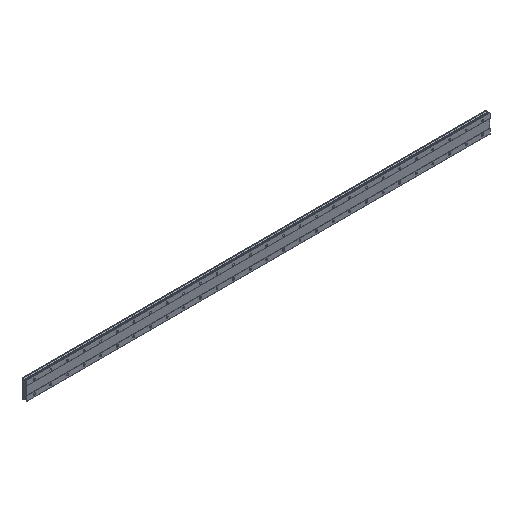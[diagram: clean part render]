
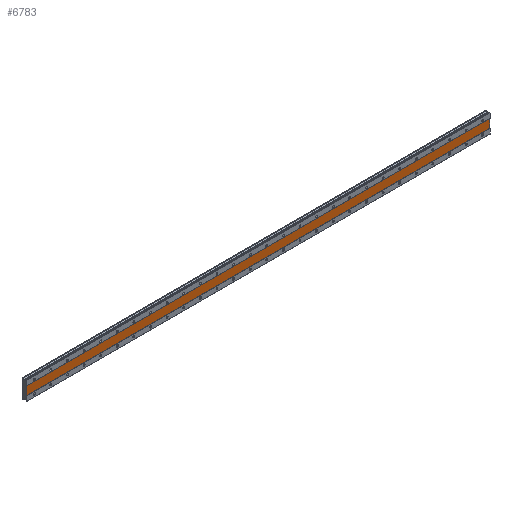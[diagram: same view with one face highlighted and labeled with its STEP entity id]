
A CAD part, isometric view. The second image highlights one B-rep face of the part: STEP entity #6783.
In plain terms, the highlighted planar face has unit normal (0, -1, 0).
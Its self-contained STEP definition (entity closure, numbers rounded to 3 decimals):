
#317 = DIRECTION ( 'NONE',  ( 0., 1., 0. ) ) ;
#916 = VECTOR ( 'NONE', #9311, 1000. ) ;
#1193 = FACE_OUTER_BOUND ( 'NONE', #8843, .T. ) ;
#1241 = CARTESIAN_POINT ( 'NONE',  ( 2195., 1., 20. ) ) ;
#1776 = ORIENTED_EDGE ( 'NONE', *, *, #5706, .F. ) ;
#1812 = LINE ( 'NONE', #6156, #916 ) ;
#2189 = CARTESIAN_POINT ( 'NONE',  ( -35., 1., 20. ) ) ;
#2383 = VECTOR ( 'NONE', #5627, 1000. ) ;
#2392 = ORIENTED_EDGE ( 'NONE', *, *, #2989, .F. ) ;
#2611 = CARTESIAN_POINT ( 'NONE',  ( 2195., 1., 20. ) ) ;
#2976 = EDGE_CURVE ( 'NONE', #7332, #4801, #5682, .T. ) ;
#2989 = EDGE_CURVE ( 'NONE', #6606, #7332, #9472, .T. ) ;
#3353 = CARTESIAN_POINT ( 'NONE',  ( 2195., 1., 44.91 ) ) ;
#3368 = VECTOR ( 'NONE', #9385, 1000. ) ;
#4051 = DIRECTION ( 'NONE',  ( 0., 0., 1. ) ) ;
#4186 = AXIS2_PLACEMENT_3D ( 'NONE', #1241, #317, #4051 ) ;
#4190 = VERTEX_POINT ( 'NONE', #6560 ) ;
#4656 = ORIENTED_EDGE ( 'NONE', *, *, #7824, .T. ) ;
#4801 = VERTEX_POINT ( 'NONE', #7280 ) ;
#4925 = PLANE ( 'NONE',  #4186 ) ;
#5581 = CARTESIAN_POINT ( 'NONE',  ( 2195., 1., -20. ) ) ;
#5627 = DIRECTION ( 'NONE',  ( 1., 0., 0. ) ) ;
#5682 = LINE ( 'NONE', #3353, #6329 ) ;
#5706 = EDGE_CURVE ( 'NONE', #4801, #4190, #8535, .T. ) ;
#6156 = CARTESIAN_POINT ( 'NONE',  ( -35., 1., 44.91 ) ) ;
#6329 = VECTOR ( 'NONE', #8733, 1000. ) ;
#6560 = CARTESIAN_POINT ( 'NONE',  ( -35., 1., -20. ) ) ;
#6606 = VERTEX_POINT ( 'NONE', #2189 ) ;
#6783 = ADVANCED_FACE ( 'NONE', ( #1193 ), #4925, .F. ) ;
#7280 = CARTESIAN_POINT ( 'NONE',  ( 2195., 1., -20. ) ) ;
#7332 = VERTEX_POINT ( 'NONE', #8164 ) ;
#7496 = ORIENTED_EDGE ( 'NONE', *, *, #2976, .F. ) ;
#7824 = EDGE_CURVE ( 'NONE', #6606, #4190, #1812, .T. ) ;
#8164 = CARTESIAN_POINT ( 'NONE',  ( 2195., 1., 20. ) ) ;
#8535 = LINE ( 'NONE', #5581, #3368 ) ;
#8733 = DIRECTION ( 'NONE',  ( 0., 0., -1. ) ) ;
#8843 = EDGE_LOOP ( 'NONE', ( #1776, #7496, #2392, #4656 ) ) ;
#9311 = DIRECTION ( 'NONE',  ( 0., 0., -1. ) ) ;
#9385 = DIRECTION ( 'NONE',  ( -1., 0., 0. ) ) ;
#9472 = LINE ( 'NONE', #2611, #2383 ) ;
